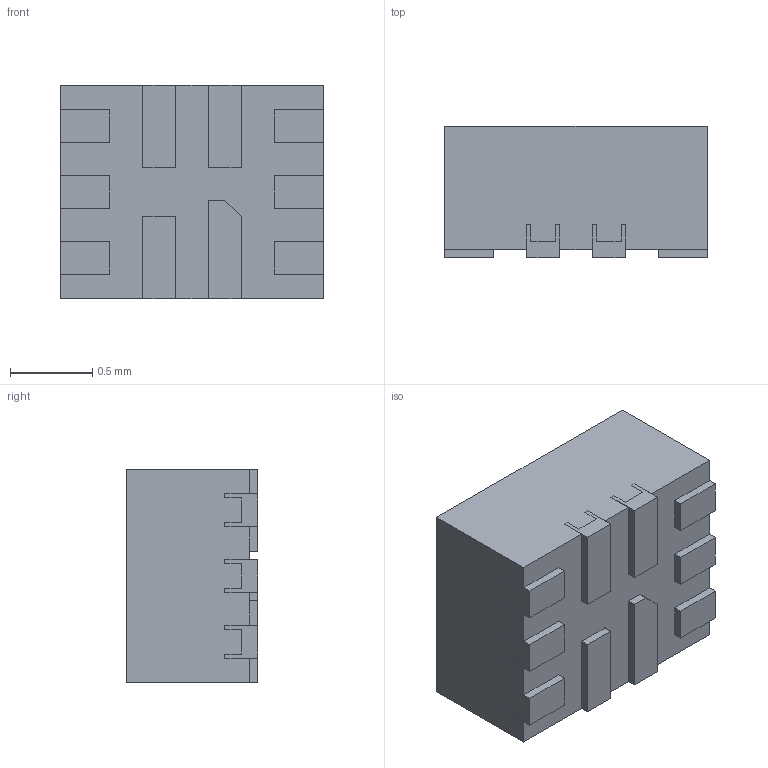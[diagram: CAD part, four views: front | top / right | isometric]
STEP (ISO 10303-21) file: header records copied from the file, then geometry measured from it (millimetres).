
FILE_DESCRIPTION (( 'STEP AP214' ), '1' );
FILE_NAME ('PI3USB102ZLEX.STEP', '2018-07-22T23:29:04', ( '' ), ( '' ), 'SwSTEP 2.0', 'SolidWorks 2017', '' );
FILE_SCHEMA (( 'AUTOMOTIVE_DESIGN' ));
Length unit declared in the file: millimetre
Products named in the file (1): PI3USB102ZLEX
Bounding box: 1.6 x 0.8 x 1.3 mm (x, y, z)
Volume: 1.6 mm3; surface area: 14.8 mm2
Topology: 11 solids, 11 shells, 188 faces, 498 edges, 332 vertices
Faces by surface type: plane 188
Entity records: 5826 total; most frequent: CARTESIAN_POINT 1019, ORIENTED_EDGE 996, DIRECTION 876, VECTOR 498, EDGE_CURVE 498, LINE 498, VERTEX_POINT 332, AXIS2_PLACEMENT_3D 189
